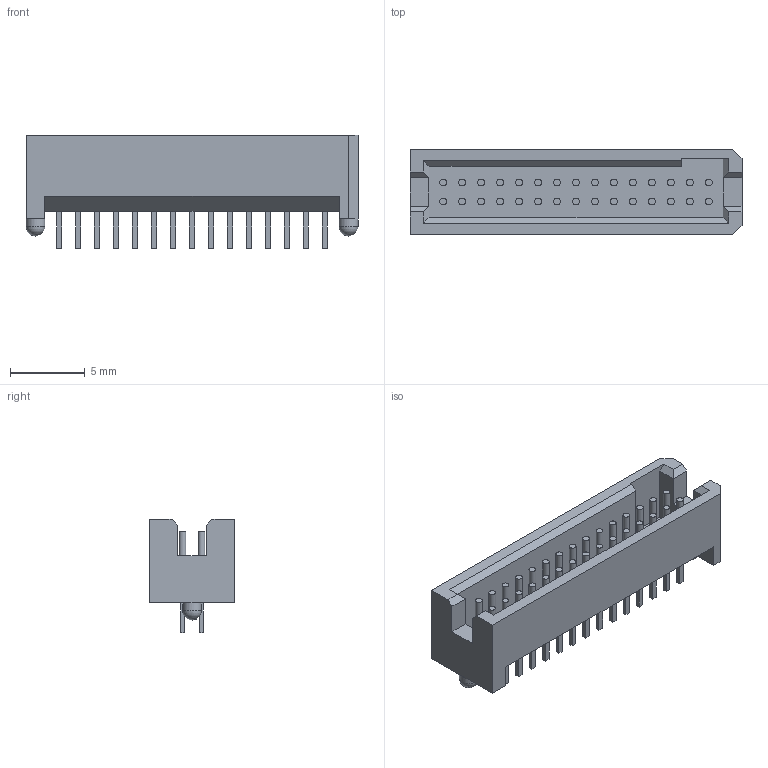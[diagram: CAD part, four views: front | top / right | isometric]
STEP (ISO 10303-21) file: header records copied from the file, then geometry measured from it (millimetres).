
FILE_DESCRIPTION(('FreeCAD Model'),'2;1');
FILE_NAME('TFM_115_01_F_D_A_cp.step', '2020-06-24T13:56:29',('kicad StepUp'),('ksu MCAD'), 'Open CASCADE STEP processor 7.3','FreeCAD','Unknown');
FILE_SCHEMA(('AUTOMOTIVE_DESIGN { 1 0 10303 214 1 1 1 1 }'));
Length unit declared in the file: millimetre
Products named in the file (1): TFM_115_01_F_D_A_cp
Bounding box: 22.23 x 5.71 x 7.57 mm (x, y, z)
Volume: 347.6 mm3; surface area: 1062.4 mm2
Topology: 2 solids, 2 shells, 260 faces, 613 edges, 415 vertices
Faces by surface type: plane 226, cylinder 32, sphere 2
Full cylindrical faces by diameter (mm): 0.457 x30, 1.27 x2
Entity records: 9226 total; most frequent: CARTESIAN_POINT 1331, ORIENTED_EDGE 1222, DIRECTION 1199, EDGE_CURVE 611, LINE 477, VECTOR 477, VERTEX_POINT 415, AXIS2_PLACEMENT_3D 361
